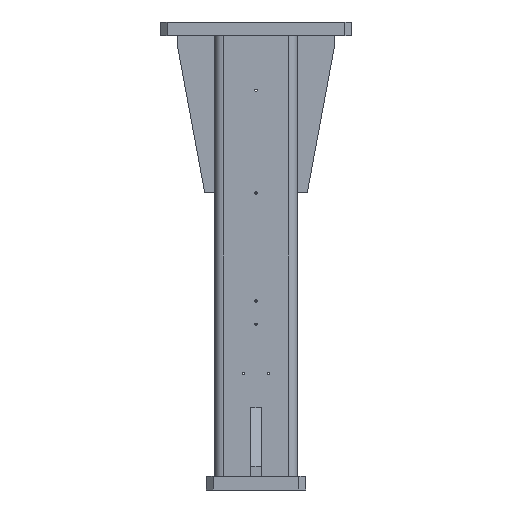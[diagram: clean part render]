
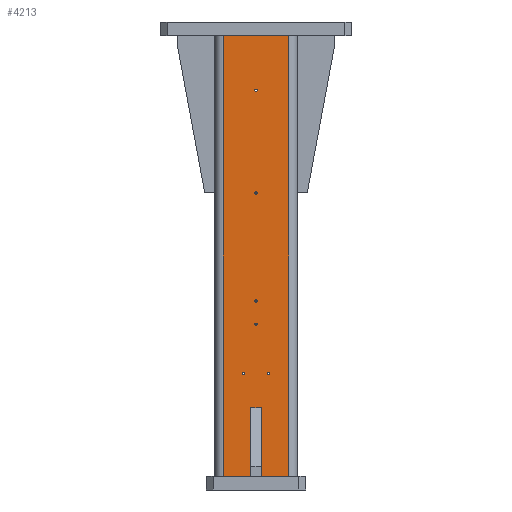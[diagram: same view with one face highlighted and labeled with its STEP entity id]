
A CAD part, left-side view. The second image highlights one B-rep face of the part: STEP entity #4213.
In plain terms, the highlighted planar face has unit normal (-1, 0, 0).
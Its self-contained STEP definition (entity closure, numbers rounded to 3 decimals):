
#70 = CARTESIAN_POINT ( 'NONE',  ( -60., 18., 151.65 ) ) ;
#103 = ORIENTED_EDGE ( 'NONE', *, *, #2255, .F. ) ;
#166 = AXIS2_PLACEMENT_3D ( 'NONE', #806, #812, #749 ) ;
#226 = CARTESIAN_POINT ( 'NONE',  ( -60., -60., 644.45 ) ) ;
#256 = VECTOR ( 'NONE', #5306, 1000. ) ;
#266 = CARTESIAN_POINT ( 'NONE',  ( -60., -18., 150. ) ) ;
#305 = VECTOR ( 'NONE', #3447, 1000. ) ;
#337 = VERTEX_POINT ( 'NONE', #70 ) ;
#405 = CARTESIAN_POINT ( 'NONE',  ( -60., 0., 564.45 ) ) ;
#419 = CARTESIAN_POINT ( 'NONE',  ( -60., -60., 0. ) ) ;
#436 = CIRCLE ( 'NONE', #2157, 1.65 ) ;
#437 = EDGE_LOOP ( 'NONE', ( #4708, #5266 ) ) ;
#439 = LINE ( 'NONE', #5584, #305 ) ;
#473 = VERTEX_POINT ( 'NONE', #2324 ) ;
#516 = CARTESIAN_POINT ( 'NONE',  ( -60., -48., 644.45 ) ) ;
#572 = CARTESIAN_POINT ( 'NONE',  ( -60., -18., 148.35 ) ) ;
#636 = VERTEX_POINT ( 'NONE', #572 ) ;
#749 = DIRECTION ( 'NONE',  ( 0., 0., 1. ) ) ;
#775 = DIRECTION ( 'NONE',  ( 0., 0., 1. ) ) ;
#801 = CARTESIAN_POINT ( 'NONE',  ( -60., 0., 256.5 ) ) ;
#806 = CARTESIAN_POINT ( 'NONE',  ( -60., 0., 222.5 ) ) ;
#812 = DIRECTION ( 'NONE',  ( -1., 0., 0. ) ) ;
#816 = CARTESIAN_POINT ( 'NONE',  ( -60., 0., 414.45 ) ) ;
#824 = VERTEX_POINT ( 'NONE', #1408 ) ;
#844 = DIRECTION ( 'NONE',  ( 0., 0., 1. ) ) ;
#871 = CARTESIAN_POINT ( 'NONE',  ( -60., 0., 562.8 ) ) ;
#1060 = EDGE_LOOP ( 'NONE', ( #4224, #4566 ) ) ;
#1089 = FACE_BOUND ( 'NONE', #437, .T. ) ;
#1257 = DIRECTION ( 'NONE',  ( 0., 0., 1. ) ) ;
#1275 = DIRECTION ( 'NONE',  ( 0., 0., 1. ) ) ;
#1277 = AXIS2_PLACEMENT_3D ( 'NONE', #226, #5109, #2496 ) ;
#1281 = ORIENTED_EDGE ( 'NONE', *, *, #1559, .F. ) ;
#1297 = LINE ( 'NONE', #5321, #1446 ) ;
#1298 = ORIENTED_EDGE ( 'NONE', *, *, #4278, .F. ) ;
#1348 = ORIENTED_EDGE ( 'NONE', *, *, #5120, .T. ) ;
#1401 = AXIS2_PLACEMENT_3D ( 'NONE', #1661, #1768, #1738 ) ;
#1408 = CARTESIAN_POINT ( 'NONE',  ( -60., -18., 151.65 ) ) ;
#1445 = VERTEX_POINT ( 'NONE', #4437 ) ;
#1446 = VECTOR ( 'NONE', #4885, 1000. ) ;
#1559 = EDGE_CURVE ( 'NONE', #636, #824, #2537, .T. ) ;
#1587 = DIRECTION ( 'NONE',  ( -1., 0., 0. ) ) ;
#1590 = LINE ( 'NONE', #419, #256 ) ;
#1593 = AXIS2_PLACEMENT_3D ( 'NONE', #266, #3412, #775 ) ;
#1636 = VERTEX_POINT ( 'NONE', #871 ) ;
#1655 = VERTEX_POINT ( 'NONE', #2036 ) ;
#1661 = CARTESIAN_POINT ( 'NONE',  ( -60., 18., 150. ) ) ;
#1689 = DIRECTION ( 'NONE',  ( -1., 0., 0. ) ) ;
#1738 = DIRECTION ( 'NONE',  ( 0., 0., 1. ) ) ;
#1768 = DIRECTION ( 'NONE',  ( -1., 0., 0. ) ) ;
#1787 = VERTEX_POINT ( 'NONE', #4695 ) ;
#1848 = VERTEX_POINT ( 'NONE', #3627 ) ;
#1871 = CIRCLE ( 'NONE', #2819, 1.65 ) ;
#1889 = AXIS2_PLACEMENT_3D ( 'NONE', #4338, #1689, #4782 ) ;
#1954 = EDGE_CURVE ( 'NONE', #473, #337, #4091, .T. ) ;
#1961 = DIRECTION ( 'NONE',  ( -1., 0., 0. ) ) ;
#2023 = CIRCLE ( 'NONE', #2509, 1.65 ) ;
#2036 = CARTESIAN_POINT ( 'NONE',  ( -60., 0., 412.8 ) ) ;
#2042 = PLANE ( 'NONE',  #1277 ) ;
#2157 = AXIS2_PLACEMENT_3D ( 'NONE', #4588, #1961, #5028 ) ;
#2164 = CIRCLE ( 'NONE', #1593, 1.65 ) ;
#2196 = AXIS2_PLACEMENT_3D ( 'NONE', #2616, #5645, #3081 ) ;
#2255 = EDGE_CURVE ( 'NONE', #3938, #3991, #3035, .T. ) ;
#2308 = FACE_BOUND ( 'NONE', #1060, .T. ) ;
#2324 = CARTESIAN_POINT ( 'NONE',  ( -60., 18., 148.35 ) ) ;
#2452 = FACE_BOUND ( 'NONE', #4398, .T. ) ;
#2496 = DIRECTION ( 'NONE',  ( 0., 0., -1. ) ) ;
#2509 = AXIS2_PLACEMENT_3D ( 'NONE', #801, #3920, #1257 ) ;
#2529 = CIRCLE ( 'NONE', #4930, 1.65 ) ;
#2537 = CIRCLE ( 'NONE', #3408, 1.65 ) ;
#2561 = EDGE_CURVE ( 'NONE', #4743, #3424, #2529, .T. ) ;
#2616 = CARTESIAN_POINT ( 'NONE',  ( -60., 0., 222.5 ) ) ;
#2631 = ORIENTED_EDGE ( 'NONE', *, *, #1954, .F. ) ;
#2645 = ORIENTED_EDGE ( 'NONE', *, *, #4270, .F. ) ;
#2723 = CIRCLE ( 'NONE', #4720, 1.65 ) ;
#2819 = AXIS2_PLACEMENT_3D ( 'NONE', #816, #3942, #1275 ) ;
#2844 = VERTEX_POINT ( 'NONE', #516 ) ;
#2943 = DIRECTION ( 'NONE',  ( 0., 0., 1. ) ) ;
#2982 = DIRECTION ( 'NONE',  ( -1., 0., 0. ) ) ;
#3008 = EDGE_LOOP ( 'NONE', ( #1298, #3220 ) ) ;
#3022 = CARTESIAN_POINT ( 'NONE',  ( -60., 0., 256.5 ) ) ;
#3035 = CIRCLE ( 'NONE', #166, 1.65 ) ;
#3059 = EDGE_CURVE ( 'NONE', #1655, #5098, #2723, .T. ) ;
#3070 = EDGE_LOOP ( 'NONE', ( #2645, #103 ) ) ;
#3081 = DIRECTION ( 'NONE',  ( 0., 0., 1. ) ) ;
#3130 = CARTESIAN_POINT ( 'NONE',  ( -60., -60., 644.45 ) ) ;
#3220 = ORIENTED_EDGE ( 'NONE', *, *, #2561, .F. ) ;
#3231 = CARTESIAN_POINT ( 'NONE',  ( -60., 0., 224.15 ) ) ;
#3364 = CIRCLE ( 'NONE', #1889, 1.65 ) ;
#3408 = AXIS2_PLACEMENT_3D ( 'NONE', #3851, #5207, #4019 ) ;
#3412 = DIRECTION ( 'NONE',  ( -1., 0., 0. ) ) ;
#3424 = VERTEX_POINT ( 'NONE', #5422 ) ;
#3447 = DIRECTION ( 'NONE',  ( 0., 0., -1. ) ) ;
#3455 = EDGE_CURVE ( 'NONE', #1636, #4841, #436, .T. ) ;
#3486 = FACE_BOUND ( 'NONE', #3008, .T. ) ;
#3560 = DIRECTION ( 'NONE',  ( -1., 0., 0. ) ) ;
#3564 = DIRECTION ( 'NONE',  ( 0., -1., 0. ) ) ;
#3627 = CARTESIAN_POINT ( 'NONE',  ( -60., -48., 0. ) ) ;
#3732 = ORIENTED_EDGE ( 'NONE', *, *, #4244, .F. ) ;
#3798 = CARTESIAN_POINT ( 'NONE',  ( -60., 0., 254.85 ) ) ;
#3851 = CARTESIAN_POINT ( 'NONE',  ( -60., -18., 150. ) ) ;
#3882 = EDGE_CURVE ( 'NONE', #1445, #2844, #5274, .T. ) ;
#3894 = CARTESIAN_POINT ( 'NONE',  ( -60., 0., 566.1 ) ) ;
#3920 = DIRECTION ( 'NONE',  ( -1., 0., 0. ) ) ;
#3938 = VERTEX_POINT ( 'NONE', #4035 ) ;
#3942 = DIRECTION ( 'NONE',  ( -1., 0., 0. ) ) ;
#3985 = VECTOR ( 'NONE', #3564, 1000. ) ;
#3991 = VERTEX_POINT ( 'NONE', #3231 ) ;
#4019 = DIRECTION ( 'NONE',  ( 0., 0., 1. ) ) ;
#4035 = CARTESIAN_POINT ( 'NONE',  ( -60., 0., 220.85 ) ) ;
#4091 = CIRCLE ( 'NONE', #1401, 1.65 ) ;
#4213 = ADVANCED_FACE ( 'NONE', ( #2452, #4765, #4633, #3486, #2308, #1089, #5638 ), #2042, .F. ) ;
#4224 = ORIENTED_EDGE ( 'NONE', *, *, #4309, .F. ) ;
#4242 = CARTESIAN_POINT ( 'NONE',  ( -60., 0., 414.45 ) ) ;
#4244 = EDGE_CURVE ( 'NONE', #824, #636, #2164, .T. ) ;
#4249 = EDGE_CURVE ( 'NONE', #337, #473, #3364, .T. ) ;
#4252 = AXIS2_PLACEMENT_3D ( 'NONE', #405, #3560, #844 ) ;
#4270 = EDGE_CURVE ( 'NONE', #3991, #3938, #4355, .T. ) ;
#4271 = EDGE_LOOP ( 'NONE', ( #5081, #4686, #5679, #1348 ) ) ;
#4278 = EDGE_CURVE ( 'NONE', #3424, #4743, #2023, .T. ) ;
#4309 = EDGE_CURVE ( 'NONE', #5098, #1655, #1871, .T. ) ;
#4338 = CARTESIAN_POINT ( 'NONE',  ( -60., 18., 150. ) ) ;
#4346 = EDGE_CURVE ( 'NONE', #4841, #1636, #5105, .T. ) ;
#4355 = CIRCLE ( 'NONE', #2196, 1.65 ) ;
#4380 = EDGE_CURVE ( 'NONE', #1787, #1848, #1590, .T. ) ;
#4398 = EDGE_LOOP ( 'NONE', ( #3732, #1281 ) ) ;
#4413 = EDGE_CURVE ( 'NONE', #1848, #2844, #1297, .T. ) ;
#4437 = CARTESIAN_POINT ( 'NONE',  ( -60., 48., 644.45 ) ) ;
#4566 = ORIENTED_EDGE ( 'NONE', *, *, #3059, .F. ) ;
#4588 = CARTESIAN_POINT ( 'NONE',  ( -60., 0., 564.45 ) ) ;
#4616 = EDGE_LOOP ( 'NONE', ( #5013, #2631 ) ) ;
#4633 = FACE_BOUND ( 'NONE', #3070, .T. ) ;
#4686 = ORIENTED_EDGE ( 'NONE', *, *, #4413, .T. ) ;
#4695 = CARTESIAN_POINT ( 'NONE',  ( -60., 48., 0. ) ) ;
#4708 = ORIENTED_EDGE ( 'NONE', *, *, #4346, .F. ) ;
#4710 = CARTESIAN_POINT ( 'NONE',  ( -60., 0., 416.1 ) ) ;
#4720 = AXIS2_PLACEMENT_3D ( 'NONE', #4242, #1587, #4746 ) ;
#4743 = VERTEX_POINT ( 'NONE', #3798 ) ;
#4746 = DIRECTION ( 'NONE',  ( 0., 0., 1. ) ) ;
#4765 = FACE_BOUND ( 'NONE', #4616, .T. ) ;
#4782 = DIRECTION ( 'NONE',  ( 0., 0., 1. ) ) ;
#4841 = VERTEX_POINT ( 'NONE', #3894 ) ;
#4885 = DIRECTION ( 'NONE',  ( 0., 0., 1. ) ) ;
#4930 = AXIS2_PLACEMENT_3D ( 'NONE', #3022, #2982, #2943 ) ;
#5013 = ORIENTED_EDGE ( 'NONE', *, *, #4249, .F. ) ;
#5028 = DIRECTION ( 'NONE',  ( 0., 0., 1. ) ) ;
#5081 = ORIENTED_EDGE ( 'NONE', *, *, #4380, .T. ) ;
#5098 = VERTEX_POINT ( 'NONE', #4710 ) ;
#5105 = CIRCLE ( 'NONE', #4252, 1.65 ) ;
#5109 = DIRECTION ( 'NONE',  ( 1., 0., 0. ) ) ;
#5120 = EDGE_CURVE ( 'NONE', #1445, #1787, #439, .T. ) ;
#5207 = DIRECTION ( 'NONE',  ( -1., 0., 0. ) ) ;
#5266 = ORIENTED_EDGE ( 'NONE', *, *, #3455, .F. ) ;
#5274 = LINE ( 'NONE', #3130, #3985 ) ;
#5306 = DIRECTION ( 'NONE',  ( 0., -1., 0. ) ) ;
#5321 = CARTESIAN_POINT ( 'NONE',  ( -60., -48., 644.45 ) ) ;
#5422 = CARTESIAN_POINT ( 'NONE',  ( -60., 0., 258.15 ) ) ;
#5584 = CARTESIAN_POINT ( 'NONE',  ( -60., 48., 644.45 ) ) ;
#5638 = FACE_OUTER_BOUND ( 'NONE', #4271, .T. ) ;
#5645 = DIRECTION ( 'NONE',  ( -1., 0., 0. ) ) ;
#5679 = ORIENTED_EDGE ( 'NONE', *, *, #3882, .F. ) ;
